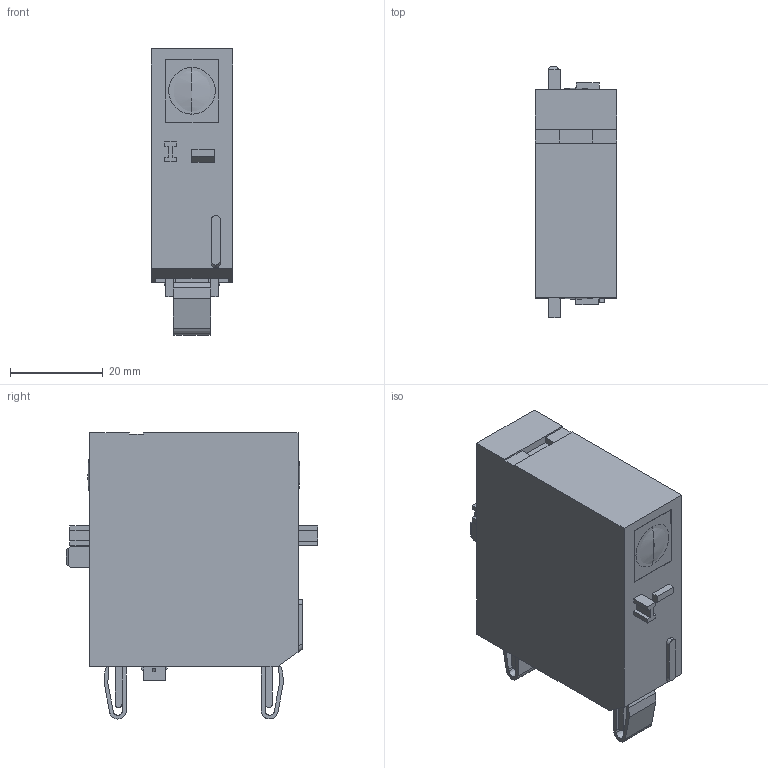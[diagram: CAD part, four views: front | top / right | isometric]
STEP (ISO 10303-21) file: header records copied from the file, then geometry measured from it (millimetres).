
FILE_DESCRIPTION(('Creo Elements/Direct Modeling STEP Export'),'2;1');
FILE_NAME('model.stp','2024-07-15T12:56:41',(''),(''),'Creo Elements/Direct Modeling STEP processor for AP214 (Solid Model)','Creo Elements/Direct Modeling 20.1D 10-Oct-2020 (C) Parametric Technology GmbH','');
FILE_SCHEMA(('AUTOMOTIVE_DESIGN { 1 0 10303 214 1 1 1 1 }'));
Length unit declared in the file: millimetre
Products named in the file (2): VAL_SPP_T2_275_P-SELECT
Assembly tree (1 placements, depth 2):
  VAL_SPP_T2_275_P-SELECT
    VAL_SPP_T2_275_P-SELECT
Bounding box: 17.5 x 54.2 x 61.52 mm (x, y, z)
Volume: 39466.5 mm3; surface area: 9995.8 mm2
Topology: 1 solids, 4 shells, 204 faces, 549 edges, 371 vertices
Faces by surface type: plane 177, cylinder 15, extrusion 8, sphere 4
Entity records: 8429 total; most frequent: CARTESIAN_POINT 1760, ORIENTED_EDGE 1082, DIRECTION 927, EDGE_CURVE 541, VECTOR 491, LINE 483, VERTEX_POINT 369, EDGE_LOOP 228
